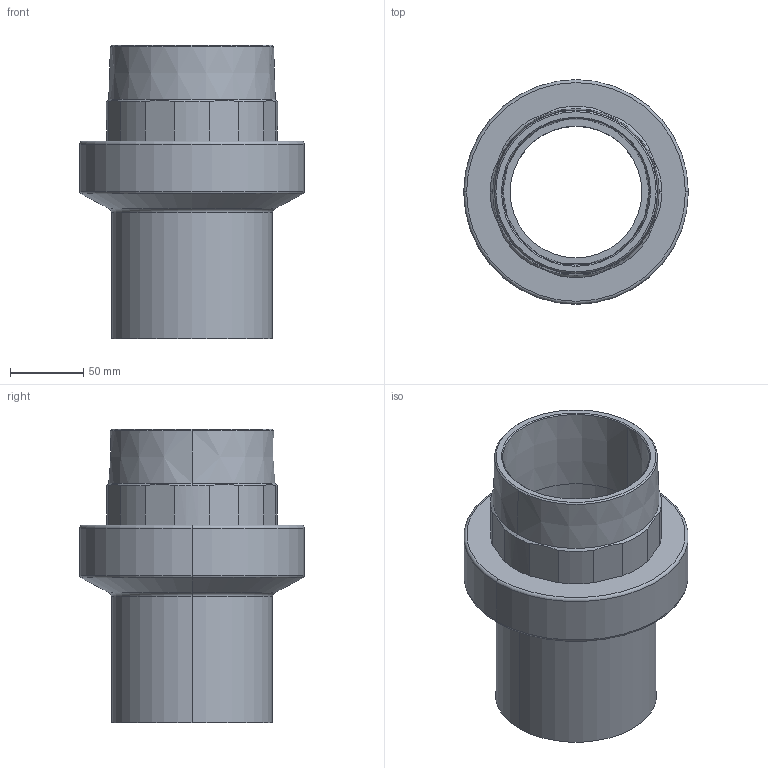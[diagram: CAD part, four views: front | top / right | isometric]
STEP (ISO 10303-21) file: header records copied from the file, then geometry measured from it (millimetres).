
FILE_DESCRIPTION((''),'2;1');
FILE_NAME('C020100084','2017-04-18T',('Stefano'),(''),'PRO/ENGINEER BY PARAMETRIC TECHNOLOGY CORPORATION, 2012130','PRO/ENGINEER BY PARAMETRIC TECHNOLOGY CORPORATION, 2012130','');
FILE_SCHEMA(('CONFIG_CONTROL_DESIGN'));
Length unit declared in the file: millimetre
Products named in the file (1): C020100084
Bounding box: 153.5 x 153.5 x 200.5 mm (x, y, z)
Volume: 922315.5 mm3; surface area: 154089.7 mm2
Topology: 1 solids, 1 shells, 46 faces, 108 edges, 66 vertices
Faces by surface type: cylinder 16, plane 12, cone 12, torus 6
Entity records: 1398 total; most frequent: CARTESIAN_POINT 268, DIRECTION 248, ORIENTED_EDGE 216, EDGE_CURVE 108, AXIS2_PLACEMENT_3D 102, VERTEX_POINT 66, CIRCLE 56, EDGE_LOOP 50
